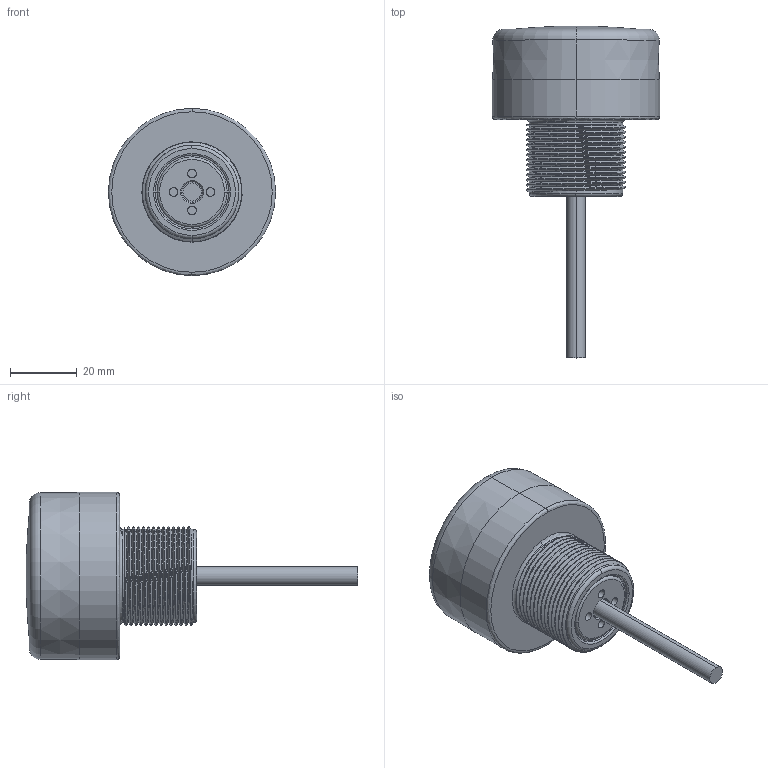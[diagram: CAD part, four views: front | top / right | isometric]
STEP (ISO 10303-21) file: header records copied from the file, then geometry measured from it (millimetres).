
FILE_DESCRIPTION((''),'2;1');
FILE_NAME('158613_SW','2011-09-15T',('banengservice'),('BANNER ENGINEERING'),'PRO/ENGINEER BY PARAMETRIC TECHNOLOGY CORPORATION, 2009141','PRO/ENGINEER BY PARAMETRIC TECHNOLOGY CORPORATION, 2009141','');
FILE_SCHEMA(('CONFIG_CONTROL_DESIGN'));
Length unit declared in the file: inch
Products named in the file (1): 158613_SW
Bounding box: 50 x 99.3 x 50 mm (x, y, z)
Volume: 35257.8 mm3; surface area: 22368.7 mm2
Topology: 2 solids, 2 shells, 222 faces, 574 edges, 358 vertices
Faces by surface type: cylinder 108, torus 36, plane 30, cone 24, bspline 22, revolution 2
Entity records: 15147 total; most frequent: CARTESIAN_POINT 9804, ORIENTED_EDGE 1136, DIRECTION 1098, EDGE_CURVE 568, AXIS2_PLACEMENT_3D 471, VERTEX_POINT 358, CIRCLE 273, EDGE_LOOP 248
